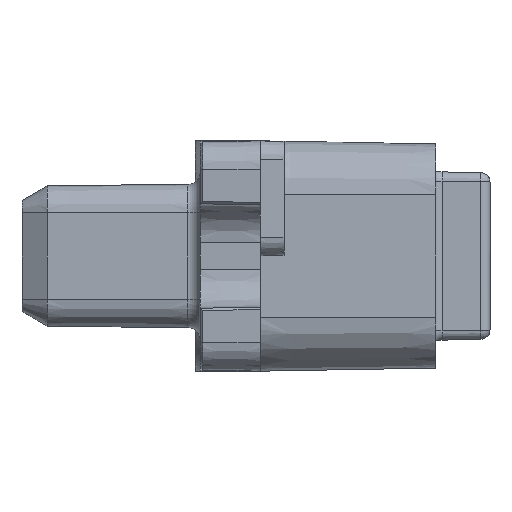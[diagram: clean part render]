
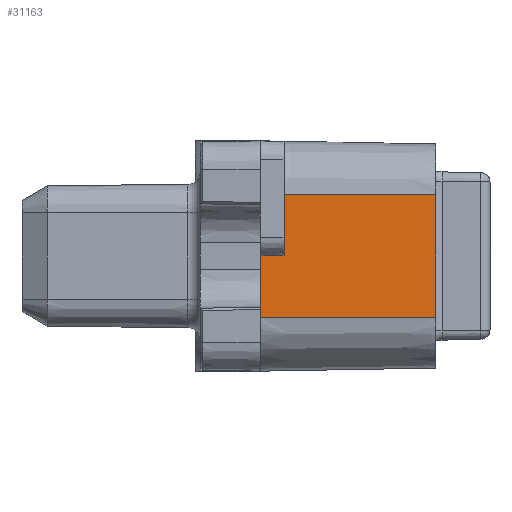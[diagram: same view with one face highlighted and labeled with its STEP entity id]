
A CAD part, left-side view. The second image highlights one B-rep face of the part: STEP entity #31163.
In plain terms, the highlighted planar face has unit normal (-1, -0.018, 0).
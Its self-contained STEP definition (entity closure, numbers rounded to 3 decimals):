
#345 = CARTESIAN_POINT ( 'NONE',  ( -23.54, -2.5, 6.47 ) ) ;
#1166 = CARTESIAN_POINT ( 'NONE',  ( -23.26, -18.52, -6.47 ) ) ;
#4400 = VERTEX_POINT ( 'NONE', #27028 ) ;
#4937 = DIRECTION ( 'NONE',  ( 0., 0., 1. ) ) ;
#5312 = ORIENTED_EDGE ( 'NONE', *, *, #33265, .T. ) ;
#5915 = VERTEX_POINT ( 'NONE', #1166 ) ;
#6750 = LINE ( 'NONE', #11507, #32379 ) ;
#8200 = VERTEX_POINT ( 'NONE', #42677 ) ;
#8533 = CARTESIAN_POINT ( 'NONE',  ( -23.584, 0., 0. ) ) ;
#8903 = VERTEX_POINT ( 'NONE', #21851 ) ;
#9128 = CARTESIAN_POINT ( 'NONE',  ( -23.54, -2.5, 0.087 ) ) ;
#10199 = EDGE_CURVE ( 'NONE', #33470, #44566, #24635, .T. ) ;
#10708 = CARTESIAN_POINT ( 'NONE',  ( -23.583, 0., 6.47 ) ) ;
#11507 = CARTESIAN_POINT ( 'NONE',  ( -23.54, -2.5, 6.47 ) ) ;
#12003 = DIRECTION ( 'NONE',  ( 0., 0., -1. ) ) ;
#12013 = VERTEX_POINT ( 'NONE', #42174 ) ;
#13868 = ORIENTED_EDGE ( 'NONE', *, *, #36433, .F. ) ;
#14085 = EDGE_CURVE ( 'NONE', #4400, #8903, #39378, .T. ) ;
#14301 = CARTESIAN_POINT ( 'NONE',  ( -23.58, -0.226, 0.008 ) ) ;
#14708 = FACE_OUTER_BOUND ( 'NONE', #25349, .T. ) ;
#15508 = EDGE_CURVE ( 'NONE', #12013, #42688, #16502, .T. ) ;
#16502 = LINE ( 'NONE', #345, #22641 ) ;
#18304 = ORIENTED_EDGE ( 'NONE', *, *, #14085, .F. ) ;
#20657 = EDGE_CURVE ( 'NONE', #8200, #12013, #44485, .T. ) ;
#21368 = DIRECTION ( 'NONE',  ( 0., 0., -1. ) ) ;
#21448 = DIRECTION ( 'NONE',  ( -1., -0.017, 0. ) ) ;
#21552 = AXIS2_PLACEMENT_3D ( 'NONE', #10708, #21448, #35154 ) ;
#21851 = CARTESIAN_POINT ( 'NONE',  ( -23.584, 0., -1.85 ) ) ;
#21940 = DIRECTION ( 'NONE',  ( 0., 0., -1. ) ) ;
#22064 = DIRECTION ( 'NONE',  ( 0.017, -0.999, 0.035 ) ) ;
#22416 = VECTOR ( 'NONE', #22064, 1000. ) ;
#22641 = VECTOR ( 'NONE', #21368, 1000. ) ;
#22919 = VECTOR ( 'NONE', #21940, 1000. ) ;
#24635 = LINE ( 'NONE', #14301, #22416 ) ;
#24915 = CARTESIAN_POINT ( 'NONE',  ( -23.26, -18.52, 6.47 ) ) ;
#25349 = EDGE_LOOP ( 'NONE', ( #39364, #31821, #18304, #13868, #45708, #30427, #36077, #5312 ) ) ;
#26287 = CARTESIAN_POINT ( 'NONE',  ( -23.584, 0., -1.05 ) ) ;
#27028 = CARTESIAN_POINT ( 'NONE',  ( -23.584, 0., -6.47 ) ) ;
#28127 = EDGE_CURVE ( 'NONE', #8200, #5915, #29019, .T. ) ;
#28132 = PLANE ( 'NONE',  #21552 ) ;
#29019 = LINE ( 'NONE', #24915, #22919 ) ;
#30427 = ORIENTED_EDGE ( 'NONE', *, *, #20657, .T. ) ;
#30541 = LINE ( 'NONE', #40288, #35050 ) ;
#31163 = ADVANCED_FACE ( 'NONE', ( #14708 ), #28132, .T. ) ;
#31821 = ORIENTED_EDGE ( 'NONE', *, *, #45389, .T. ) ;
#32379 = VECTOR ( 'NONE', #39962, 1000. ) ;
#32990 = DIRECTION ( 'NONE',  ( -0.017, 1., 0. ) ) ;
#33216 = CARTESIAN_POINT ( 'NONE',  ( -23.54, -2.5, 2.087 ) ) ;
#33265 = EDGE_CURVE ( 'NONE', #42688, #44566, #6750, .T. ) ;
#33470 = VERTEX_POINT ( 'NONE', #8533 ) ;
#33665 = DIRECTION ( 'NONE',  ( -0.017, 1., 0. ) ) ;
#35050 = VECTOR ( 'NONE', #12003, 1000. ) ;
#35154 = DIRECTION ( 'NONE',  ( 0.017, -1., 0. ) ) ;
#36077 = ORIENTED_EDGE ( 'NONE', *, *, #15508, .T. ) ;
#36433 = EDGE_CURVE ( 'NONE', #5915, #4400, #38257, .T. ) ;
#37218 = CARTESIAN_POINT ( 'NONE',  ( -23.583, 0., 6.47 ) ) ;
#38257 = LINE ( 'NONE', #43264, #40494 ) ;
#39364 = ORIENTED_EDGE ( 'NONE', *, *, #10199, .F. ) ;
#39378 = LINE ( 'NONE', #26287, #41062 ) ;
#39962 = DIRECTION ( 'NONE',  ( 0., 0., -1. ) ) ;
#40288 = CARTESIAN_POINT ( 'NONE',  ( -23.583, 0., 6.47 ) ) ;
#40494 = VECTOR ( 'NONE', #32990, 1000. ) ;
#41062 = VECTOR ( 'NONE', #4937, 1000. ) ;
#42174 = CARTESIAN_POINT ( 'NONE',  ( -23.54, -2.5, 6.47 ) ) ;
#42677 = CARTESIAN_POINT ( 'NONE',  ( -23.26, -18.52, 6.47 ) ) ;
#42688 = VERTEX_POINT ( 'NONE', #33216 ) ;
#43264 = CARTESIAN_POINT ( 'NONE',  ( -23.584, 0., -6.47 ) ) ;
#44485 = LINE ( 'NONE', #37218, #45593 ) ;
#44566 = VERTEX_POINT ( 'NONE', #9128 ) ;
#45389 = EDGE_CURVE ( 'NONE', #33470, #8903, #30541, .T. ) ;
#45593 = VECTOR ( 'NONE', #33665, 1000. ) ;
#45708 = ORIENTED_EDGE ( 'NONE', *, *, #28127, .F. ) ;
